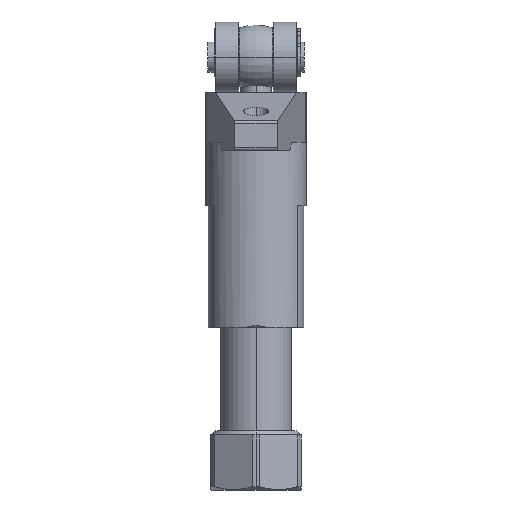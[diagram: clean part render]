
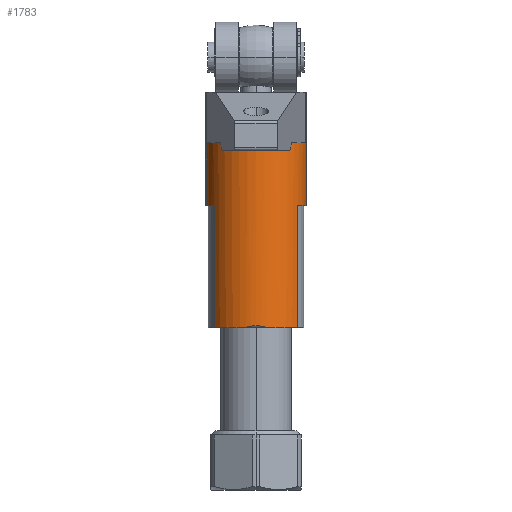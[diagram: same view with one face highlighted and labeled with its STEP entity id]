
A CAD part, left-side view. The second image highlights one B-rep face of the part: STEP entity #1783.
In plain terms, the highlighted cylindrical face has radius 20 mm (diameter 40 mm), a partial arc.
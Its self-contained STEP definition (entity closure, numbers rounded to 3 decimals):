
#1067=VERTEX_POINT('',#3017);
#1091=EDGE_CURVE('',#1837,#2683,#3042,.T.);
#1265=VERTEX_POINT('',#3247);
#1361=EDGE_CURVE('',#2033,#2273,#3352,.T.);
#1381=EDGE_CURVE('',#1917,#1691,#3374,.T.);
#1405=VERTEX_POINT('',#3402);
#1441=EDGE_CURVE('',#1483,#2683,#3440,.T.);
#1453=EDGE_CURVE('',#1965,#1483,#3452,.T.);
#1483=VERTEX_POINT('',#3486);
#1575=EDGE_CURVE('',#2059,#1965,#3587,.T.);
#1691=VERTEX_POINT('',#3710);
#1729=EDGE_CURVE('',#1691,#2273,#3750,.T.);
#1783=ADVANCED_FACE('',(#3809),#3810,.T.);
#1811=EDGE_CURVE('',#1265,#1067,#3839,.T.);
#1837=VERTEX_POINT('',#3870);
#1917=VERTEX_POINT('',#3959);
#1965=VERTEX_POINT('',#4013);
#2033=VERTEX_POINT('',#4088);
#2059=VERTEX_POINT('',#4120);
#2163=EDGE_CURVE('',#1067,#2815,#4236,.T.);
#2273=VERTEX_POINT('',#4357);
#2579=EDGE_CURVE('',#1265,#1917,#4696,.T.);
#2619=EDGE_CURVE('',#1405,#1837,#4739,.T.);
#2683=VERTEX_POINT('',#4807);
#2815=VERTEX_POINT('',#4955);
#2817=EDGE_CURVE('',#2033,#1405,#4957,.T.);
#2835=EDGE_CURVE('',#2815,#2059,#4977,.T.);
#3017=CARTESIAN_POINT('',(-19.,-6.245,64.5));
#3042=LINE('',#5231,#5232);
#3247=CARTESIAN_POINT('',(-11.303,-16.5,64.5));
#3352=CIRCLE('',#5663,20.0);
#3374=CIRCLE('',#5698,20.0);
#3402=CARTESIAN_POINT('',(-4.252,-19.543,138.0));
#3440=CIRCLE('',#5801,20.0);
#3452=LINE('',#5826,#5827);
#3486=CARTESIAN_POINT('',(-11.303,16.5,113.0));
#3587=CIRCLE('',#6018,20.0);
#3710=CARTESIAN_POINT('',(4.252,-19.543,113.0));
#3750=LINE('',#6297,#6298);
#3809=FACE_OUTER_BOUND('',#6392,.T.);
#3810=CYLINDRICAL_SURFACE('',#6393,20.0);
#3839=CIRCLE('',#6435,20.0);
#3870=CARTESIAN_POINT('',(-4.252,19.543,138.0));
#3959=CARTESIAN_POINT('',(-11.303,-16.5,113.0));
#4013=CARTESIAN_POINT('',(-11.303,16.5,64.5));
#4088=CARTESIAN_POINT('',(-4.252,-19.543,158.0));
#4120=CARTESIAN_POINT('',(-19.,6.245,64.5));
#4236=B_SPLINE_CURVE_WITH_KNOTS('',3,(#6960,#6961,#6962,#6963,#6964,#6965,#6966,#6967,#6968,#6969),.UNSPECIFIED.,.F.,.F.,(4,2,2,2,4),(11.916,13.298,14.68,16.322,17.965),.UNSPECIFIED.);
#4357=CARTESIAN_POINT('',(4.252,-19.543,158.0));
#4696=LINE('',#7626,#7627);
#4739=CIRCLE('',#7683,20.0);
#4807=CARTESIAN_POINT('',(-4.252,19.543,113.0));
#4955=CARTESIAN_POINT('',(-20.,0.0,65.5));
#4957=LINE('',#8000,#8001);
#4977=B_SPLINE_CURVE_WITH_KNOTS('',3,(#8028,#8029,#8030,#8031,#8032,#8033,#8034,#8035,#8036,#8037),.UNSPECIFIED.,.F.,.F.,(4,2,2,2,4),(0.0,1.642,3.285,4.667,6.049),.UNSPECIFIED.);
#5231=CARTESIAN_POINT('',(-4.252,19.543,158.0));
#5232=VECTOR('',#8287,1.0);
#5663=AXIS2_PLACEMENT_3D('',#8742,#8743,#8744);
#5698=AXIS2_PLACEMENT_3D('',#8762,#8763,#8764);
#5801=AXIS2_PLACEMENT_3D('',#8835,#8836,#8837);
#5826=CARTESIAN_POINT('',(-11.303,16.5,64.5));
#5827=VECTOR('',#8846,1.0);
#6018=AXIS2_PLACEMENT_3D('',#9022,#9023,#9024);
#6297=CARTESIAN_POINT('',(4.252,-19.543,158.0));
#6298=VECTOR('',#9185,1.0);
#6392=EDGE_LOOP('',(#9241,#9242,#9243,#9244,#9245,#9246,#9247,#9248,#9249,#9250,#9251,#9252,#9253));
#6393=AXIS2_PLACEMENT_3D('',#9254,#9255,#9256);
#6435=AXIS2_PLACEMENT_3D('',#9277,#9278,#9279);
#6960=CARTESIAN_POINT('',(-19.,-6.245,64.5));
#6961=CARTESIAN_POINT('',(-19.144,-5.807,64.5));
#6962=CARTESIAN_POINT('',(-19.285,-5.323,64.532));
#6963=CARTESIAN_POINT('',(-19.528,-4.348,64.64));
#6964=CARTESIAN_POINT('',(-19.63,-3.858,64.715));
#6965=CARTESIAN_POINT('',(-19.799,-2.879,64.885));
#6966=CARTESIAN_POINT('',(-19.877,-2.293,65.001));
#6967=CARTESIAN_POINT('',(-19.977,-1.121,65.249));
#6968=CARTESIAN_POINT('',(-20.,-0.534,65.381));
#6969=CARTESIAN_POINT('',(-20.,0.0,65.5));
#7626=CARTESIAN_POINT('',(-11.303,-16.5,64.5));
#7627=VECTOR('',#10314,1.0);
#7683=AXIS2_PLACEMENT_3D('',#10367,#10368,#10369);
#8000=CARTESIAN_POINT('',(-4.252,-19.543,158.0));
#8001=VECTOR('',#10607,1.0);
#8028=CARTESIAN_POINT('',(-20.,0.0,65.5));
#8029=CARTESIAN_POINT('',(-20.,0.534,65.381));
#8030=CARTESIAN_POINT('',(-19.977,1.121,65.249));
#8031=CARTESIAN_POINT('',(-19.877,2.293,65.001));
#8032=CARTESIAN_POINT('',(-19.799,2.879,64.885));
#8033=CARTESIAN_POINT('',(-19.63,3.858,64.715));
#8034=CARTESIAN_POINT('',(-19.528,4.348,64.64));
#8035=CARTESIAN_POINT('',(-19.285,5.323,64.532));
#8036=CARTESIAN_POINT('',(-19.144,5.807,64.5));
#8037=CARTESIAN_POINT('',(-19.,6.245,64.5));
#8287=DIRECTION('',(0.0,0.0,-1.0));
#8742=CARTESIAN_POINT('',(0.0,0.,158.0));
#8743=DIRECTION('',(0.,0.,1.0));
#8744=DIRECTION('',(-0.213,0.977,0.));
#8762=CARTESIAN_POINT('',(0.0,0.,113.0));
#8763=DIRECTION('',(0.0,0.0,1.0));
#8764=DIRECTION('',(-0.213,0.977,0.0));
#8835=CARTESIAN_POINT('',(0.0,0.0,113.0));
#8836=DIRECTION('',(0.0,0.0,-1.0));
#8837=DIRECTION('',(0.95,0.312,0.0));
#8846=DIRECTION('',(0.0,0.0,1.0));
#9022=CARTESIAN_POINT('',(0.0,0.0,64.5));
#9023=DIRECTION('',(0.0,0.,-1.0));
#9024=DIRECTION('',(1.0,0.0,0.0));
#9185=DIRECTION('',(-0.0,-0.0,1.0));
#9241=ORIENTED_EDGE('',*,*,#1091,.T.);
#9242=ORIENTED_EDGE('',*,*,#1441,.F.);
#9243=ORIENTED_EDGE('',*,*,#1453,.F.);
#9244=ORIENTED_EDGE('',*,*,#1575,.F.);
#9245=ORIENTED_EDGE('',*,*,#2835,.F.);
#9246=ORIENTED_EDGE('',*,*,#2163,.F.);
#9247=ORIENTED_EDGE('',*,*,#1811,.F.);
#9248=ORIENTED_EDGE('',*,*,#2579,.T.);
#9249=ORIENTED_EDGE('',*,*,#1381,.T.);
#9250=ORIENTED_EDGE('',*,*,#1729,.T.);
#9251=ORIENTED_EDGE('',*,*,#1361,.F.);
#9252=ORIENTED_EDGE('',*,*,#2817,.T.);
#9253=ORIENTED_EDGE('',*,*,#2619,.T.);
#9254=CARTESIAN_POINT('',(0.0,0.,158.0));
#9255=DIRECTION('',(-0.0,-0.0,1.0));
#9256=DIRECTION('',(-0.213,0.977,0.0));
#9277=CARTESIAN_POINT('',(0.0,0.0,64.5));
#9278=DIRECTION('',(0.0,0.,-1.0));
#9279=DIRECTION('',(1.0,0.0,0.0));
#10314=DIRECTION('',(0.0,0.0,1.0));
#10367=CARTESIAN_POINT('',(0.0,0.0,138.0));
#10368=DIRECTION('',(0.0,0.0,-1.0));
#10369=DIRECTION('',(1.0,0.0,0.0));
#10607=DIRECTION('',(0.0,0.0,-1.0));
